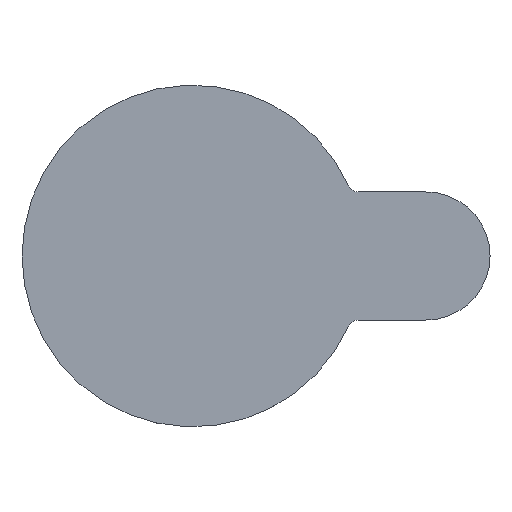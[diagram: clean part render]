
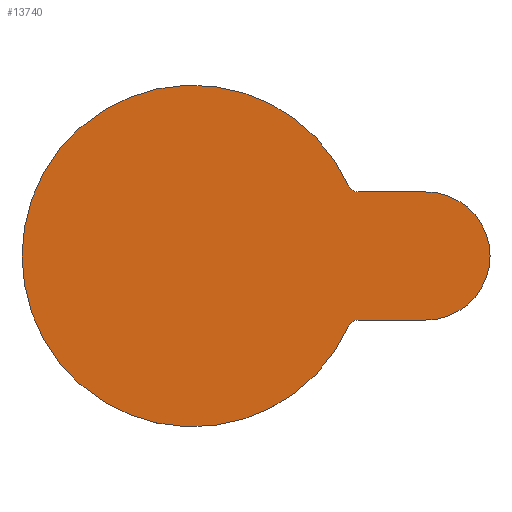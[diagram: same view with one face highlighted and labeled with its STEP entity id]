
A CAD part, top view. The second image highlights one B-rep face of the part: STEP entity #13740.
In plain terms, the highlighted planar face has unit normal (0, 0, 1).
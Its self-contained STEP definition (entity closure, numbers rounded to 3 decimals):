
#20 = DIRECTION ( 'NONE',  ( 0., 0., -1. ) ) ;
#533 = CIRCLE ( 'NONE', #13717, 3. ) ;
#783 = DIRECTION ( 'NONE',  ( 0., 0., -1. ) ) ;
#1146 = DIRECTION ( 'NONE',  ( 0., 0., 1. ) ) ;
#1462 = LINE ( 'NONE', #2484, #15646 ) ;
#1549 = CIRCLE ( 'NONE', #10907, 0.5 ) ;
#1888 = CARTESIAN_POINT ( 'NONE',  ( 100.023, 52.941, 0.15 ) ) ;
#2135 = EDGE_CURVE ( 'NONE', #11600, #9814, #15674, .T. ) ;
#2383 = VERTEX_POINT ( 'NONE', #6061 ) ;
#2481 = VECTOR ( 'NONE', #14691, 1000. ) ;
#2484 = CARTESIAN_POINT ( 'NONE',  ( 110.94, 49.941, 0.15 ) ) ;
#2491 = CARTESIAN_POINT ( 'NONE',  ( 107.769, 55.941, 0.15 ) ) ;
#2516 = AXIS2_PLACEMENT_3D ( 'NONE', #1888, #783, #9582 ) ;
#2543 = EDGE_LOOP ( 'NONE', ( #12060, #13180, #13176, #4548, #11814, #14730, #7209 ) ) ;
#2592 = CARTESIAN_POINT ( 'NONE',  ( 107.769, 49.441, 0.15 ) ) ;
#3150 = CARTESIAN_POINT ( 'NONE',  ( 107.314, 56.235, 0.15 ) ) ;
#3701 = DIRECTION ( 'NONE',  ( 0., 0., 1. ) ) ;
#3744 = CARTESIAN_POINT ( 'NONE',  ( 110.94, 52.941, 0.15 ) ) ;
#3749 = CARTESIAN_POINT ( 'NONE',  ( 107.769, 49.941, 0.15 ) ) ;
#3818 = DIRECTION ( 'NONE',  ( -1., 0., 0. ) ) ;
#3870 = DIRECTION ( 'NONE',  ( -1., 0., 0. ) ) ;
#4547 = AXIS2_PLACEMENT_3D ( 'NONE', #2592, #20, #13171 ) ;
#4548 = ORIENTED_EDGE ( 'NONE', *, *, #8683, .T. ) ;
#4837 = DIRECTION ( 'NONE',  ( -1., 0., 0. ) ) ;
#5649 = AXIS2_PLACEMENT_3D ( 'NONE', #13028, #10225, #3870 ) ;
#6061 = CARTESIAN_POINT ( 'NONE',  ( 110.94, 49.941, 0.15 ) ) ;
#6355 = EDGE_CURVE ( 'NONE', #2383, #9465, #1462, .T. ) ;
#6659 = VERTEX_POINT ( 'NONE', #8306 ) ;
#6854 = CARTESIAN_POINT ( 'NONE',  ( 107.769, 55.941, 0.15 ) ) ;
#7209 = ORIENTED_EDGE ( 'NONE', *, *, #2135, .F. ) ;
#7598 = DIRECTION ( 'NONE',  ( 0., 0., 1. ) ) ;
#8015 = PLANE ( 'NONE',  #4547 ) ;
#8306 = CARTESIAN_POINT ( 'NONE',  ( 113.94, 52.941, 0.15 ) ) ;
#8683 = EDGE_CURVE ( 'NONE', #6659, #11398, #533, .T. ) ;
#8787 = DIRECTION ( 'NONE',  ( -1., 0., 0. ) ) ;
#9399 = CIRCLE ( 'NONE', #16688, 3. ) ;
#9465 = VERTEX_POINT ( 'NONE', #3749 ) ;
#9582 = DIRECTION ( 'NONE',  ( -1., 0., 0. ) ) ;
#9814 = VERTEX_POINT ( 'NONE', #3150 ) ;
#10017 = DIRECTION ( 'NONE',  ( -1., 0., 0. ) ) ;
#10225 = DIRECTION ( 'NONE',  ( 0., 0., 1. ) ) ;
#10907 = AXIS2_PLACEMENT_3D ( 'NONE', #15224, #3701, #8787 ) ;
#11398 = VERTEX_POINT ( 'NONE', #12077 ) ;
#11600 = VERTEX_POINT ( 'NONE', #14889 ) ;
#11814 = ORIENTED_EDGE ( 'NONE', *, *, #12590, .F. ) ;
#11879 = EDGE_CURVE ( 'NONE', #2383, #6659, #9399, .T. ) ;
#12060 = ORIENTED_EDGE ( 'NONE', *, *, #16128, .F. ) ;
#12077 = CARTESIAN_POINT ( 'NONE',  ( 110.94, 55.941, 0.15 ) ) ;
#12590 = EDGE_CURVE ( 'NONE', #13889, #11398, #13426, .T. ) ;
#13028 = CARTESIAN_POINT ( 'NONE',  ( 107.769, 56.441, 0.15 ) ) ;
#13171 = DIRECTION ( 'NONE',  ( -1., 0., 0. ) ) ;
#13176 = ORIENTED_EDGE ( 'NONE', *, *, #11879, .T. ) ;
#13180 = ORIENTED_EDGE ( 'NONE', *, *, #6355, .F. ) ;
#13426 = LINE ( 'NONE', #6854, #2481 ) ;
#13717 = AXIS2_PLACEMENT_3D ( 'NONE', #14941, #1146, #10017 ) ;
#13740 = ADVANCED_FACE ( 'NONE', ( #15534 ), #8015, .F. ) ;
#13889 = VERTEX_POINT ( 'NONE', #2491 ) ;
#14691 = DIRECTION ( 'NONE',  ( 1., 0., 0. ) ) ;
#14730 = ORIENTED_EDGE ( 'NONE', *, *, #14906, .F. ) ;
#14889 = CARTESIAN_POINT ( 'NONE',  ( 107.314, 49.647, 0.15 ) ) ;
#14906 = EDGE_CURVE ( 'NONE', #9814, #13889, #16654, .T. ) ;
#14941 = CARTESIAN_POINT ( 'NONE',  ( 110.94, 52.941, 0.15 ) ) ;
#15224 = CARTESIAN_POINT ( 'NONE',  ( 107.769, 49.441, 0.15 ) ) ;
#15534 = FACE_OUTER_BOUND ( 'NONE', #2543, .T. ) ;
#15646 = VECTOR ( 'NONE', #3818, 1000. ) ;
#15674 = CIRCLE ( 'NONE', #2516, 8. ) ;
#16128 = EDGE_CURVE ( 'NONE', #9465, #11600, #1549, .T. ) ;
#16654 = CIRCLE ( 'NONE', #5649, 0.5 ) ;
#16688 = AXIS2_PLACEMENT_3D ( 'NONE', #3744, #7598, #4837 ) ;
